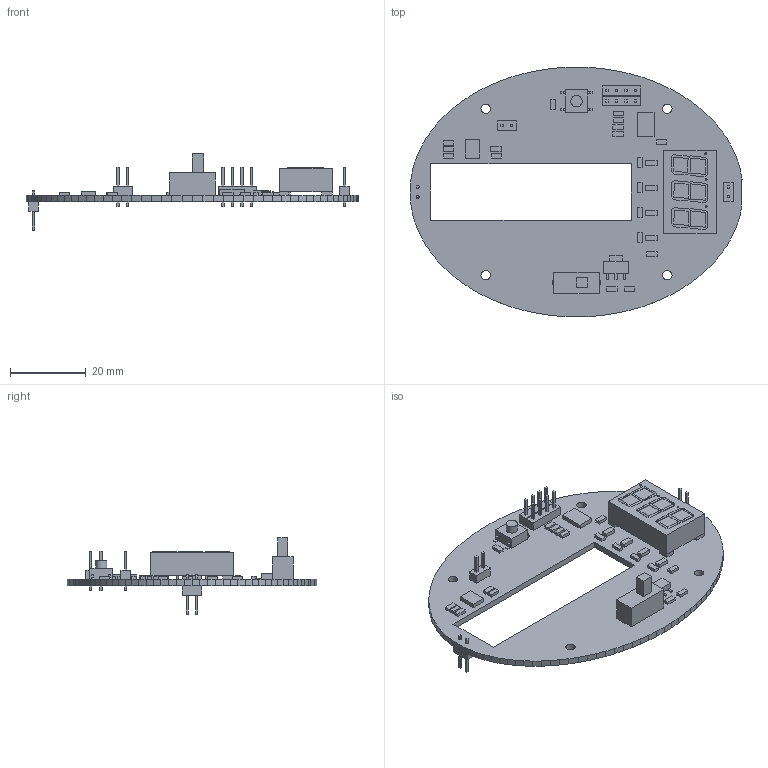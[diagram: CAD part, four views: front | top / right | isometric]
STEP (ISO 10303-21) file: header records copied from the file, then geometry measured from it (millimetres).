
FILE_DESCRIPTION(('Open CASCADE Model'),'2;1');
FILE_NAME('Open CASCADE Shape Model','2015-06-09T11:49:29',('Author'),( 'Open CASCADE'),'Open CASCADE STEP processor 6.2','Open CASCADE 6.2' ,'Unknown');
FILE_SCHEMA(('AUTOMOTIVE_DESIGN { 1 0 10303 214 1 1 1 1 }'));
Length unit declared in the file: millimetre
Products named in the file (105): PCB; Board; SW1; 542447664; Extruded; 519055344; J10; 464739680; 464739424; 464739168; U4; 464734944; U2; 464738912; U1; 464737248; 464737120; 464734432; R10; 464711008; R9; 464737504; R8; R7; R6; R5; R4; R3; R2; R1; PNP4; 464733920; PNP3; PNP2; PNP1; N1; 464735072; 464735200; 464735456; 464735584 ...
Assembly tree (186 placements, depth 4):
  PCB
    Board
    SW1
      542447664
        Extruded
      519055344
        Extruded
    J10
      464739680  x2
        Extruded
      464739424
        Extruded
      464739168  x2
        Extruded
    U4
      464734944
        Extruded
    U2
      464738912
        Extruded
    U1
      464737248  x3
        Extruded
      464737120
        Extruded
      464734432
        Extruded
    R10
      464711008
        Extruded
    R9
      464737504
        Extruded
    R8
      464711008
        Extruded
    R7
      464737504
        Extruded
    R6
      464737504
        Extruded
    R5
      464737504
        Extruded
    R4
      464711008
        Extruded
    R3
      464711008
        Extruded
    R2
      464737504
        Extruded
    R1
      464711008
        Extruded
    PNP4
      464733920
        Extruded
Bounding box: 87.75 x 66 x 20.17 mm (x, y, z)
Volume: 9144.3 mm3; surface area: 11449.5 mm2
Topology: 118 solids, 118 shells, 899 faces, 1989 edges, 1326 vertices
Faces by surface type: plane 855, cylinder 44
Full cylindrical faces by diameter (mm): 0.5 x3, 0.75 x12, 0.813 x14, 2.5 x4, 3 x1
Entity records: 26575 total; most frequent: CARTESIAN_POINT 4523, DIRECTION 3957, LINE 2645, VECTOR 2645, ORIENTED_EDGE 1878, PCURVE 1878, DEFINITIONAL_REPRESENTATION 1878, EDGE_CURVE 939
